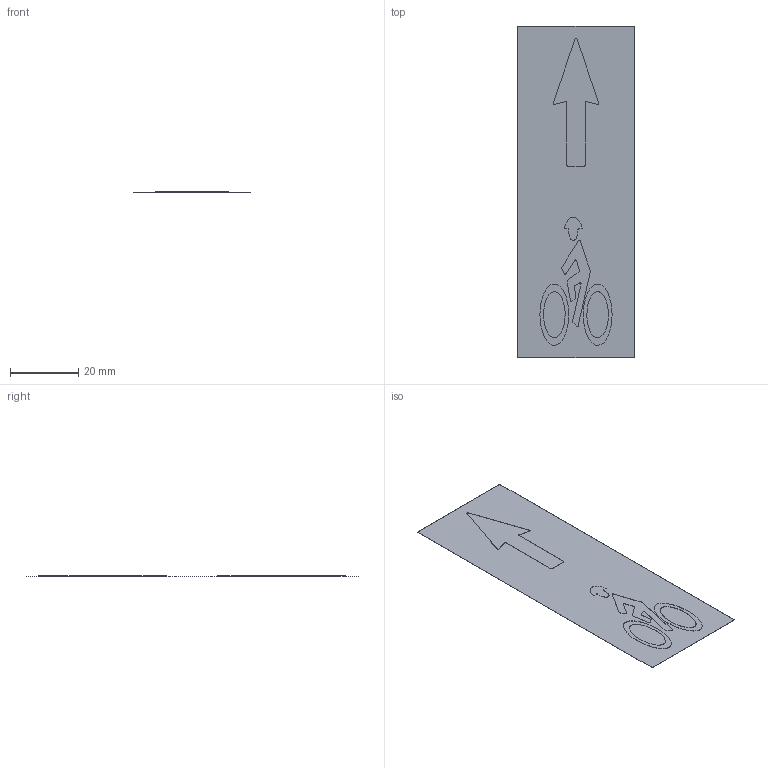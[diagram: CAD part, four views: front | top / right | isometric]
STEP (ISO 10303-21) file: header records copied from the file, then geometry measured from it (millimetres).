
FILE_DESCRIPTION(/* description */ (''),/* implementation_level */ '2;1');
FILE_NAME(/* name */ 'scale bike lane marking 2',/* time_stamp */ '2025-01-28T13:53:10-05:00',/* author */ (''),/* organization */ (''),/* preprocessor_version */ 'ST-DEVELOPER v19.2',/* originating_system */ 'Rhino 8.15',/* authorisation */ '');
FILE_SCHEMA (('CONFIG_CONTROL_DESIGN'));
Length unit declared in the file: inch
Products named in the file (1): Document
Bounding box: 34.29 x 97.35 x 0.1 mm (x, y, z)
Volume: 192 mm3; surface area: 7590.5 mm2
Topology: 6 solids, 6 shells, 70 faces, 174 edges, 116 vertices
Faces by surface type: plane 39, cylinder 21, bspline 10
Entity records: 2220 total; most frequent: CARTESIAN_POINT 780, ORIENTED_EDGE 348, EDGE_CURVE 174, DIRECTION 152, VERTEX_POINT 116, AXIS2_PLACEMENT_3D 106, B_SPLINE_CURVE_WITH_KNOTS 80, EDGE_LOOP 74
